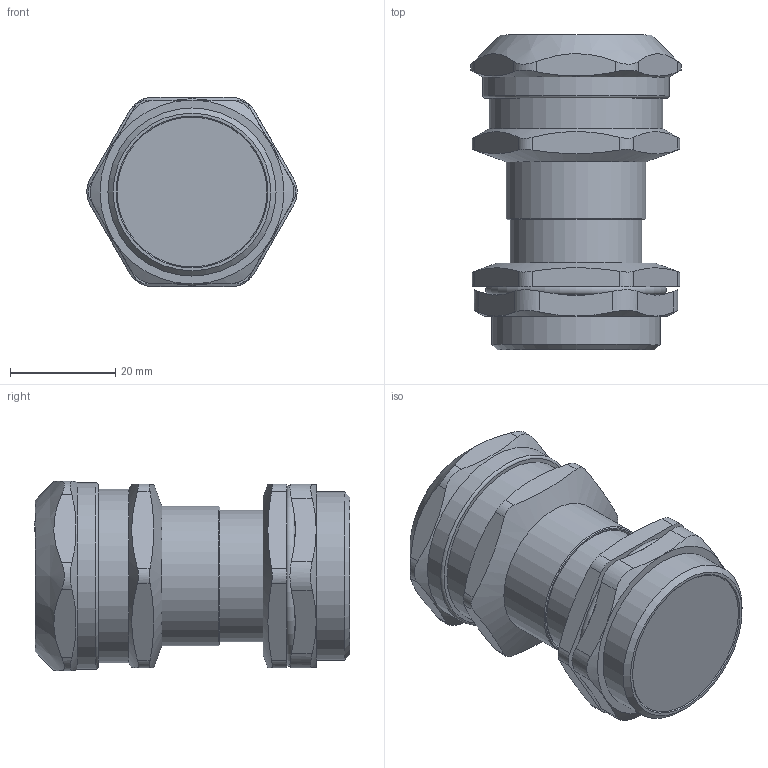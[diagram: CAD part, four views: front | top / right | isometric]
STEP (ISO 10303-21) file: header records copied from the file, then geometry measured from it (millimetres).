
FILE_DESCRIPTION(/* description */ (''),/* implementation_level */ '2;1');
FILE_NAME(/* name */ '',/* time_stamp */ '2024-03-22T08:58:00+07:00',/* author */ ('zeta-09'),/* organization */ (''),/* preprocessor_version */ 'ST-DEVELOPER v19.2',/* originating_system */ 'Autodesk Inventor 2024',/* authorisation */ '');
FILE_SCHEMA (('AUTOMOTIVE_DESIGN { 1 0 10303 214 3 1 1 }'));
Length unit declared in the file: millimetre
Products named in the file (1): Деталь2
Bounding box: 40.02 x 60.07 x 36 mm (x, y, z)
Volume: 47963.8 mm3; surface area: 9535.2 mm2
Topology: 1 solids, 1 shells, 93 faces, 237 edges, 155 vertices
Faces by surface type: plane 35, cylinder 29, cone 21, bspline 5, torus 3
Full cylindrical faces by diameter (mm): 25 x1, 26.6 x1, 32 x1, 33 x1, 35.5 x1
Entity records: 3513 total; most frequent: CARTESIAN_POINT 1356, ORIENTED_EDGE 474, DIRECTION 341, EDGE_CURVE 237, VERTEX_POINT 155, AXIS2_PLACEMENT_3D 136, EDGE_LOOP 102, FACE_OUTER_BOUND 93
